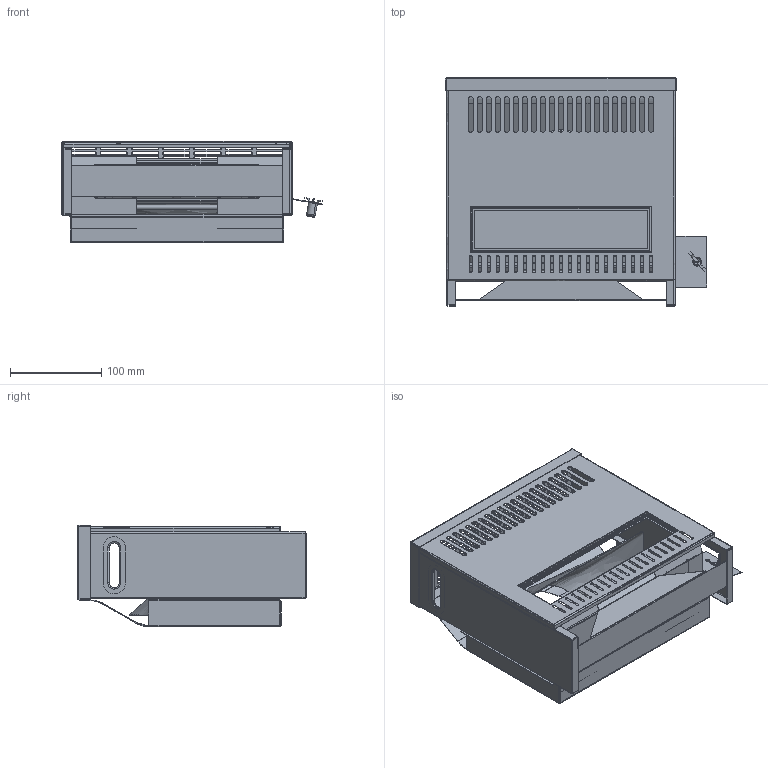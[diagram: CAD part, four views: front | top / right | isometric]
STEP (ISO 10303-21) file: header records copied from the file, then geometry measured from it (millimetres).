
FILE_DESCRIPTION(('FreeCAD Model'),'2;1');
FILE_NAME('Open CASCADE Shape Model','2025-05-09T03:44:09',('FreeCAD'),( 'FreeCAD'),'Open CASCADE STEP processor 7.6','FreeCAD','Unknown');
FILE_SCHEMA(('AUTOMOTIVE_DESIGN { 1 0 10303 214 1 1 1 1 }'));
Products named in the file (1): Open CASCADE STEP translator 7.6 1
Bounding box: 286.09 x 250.46 x 110.96 mm (x, y, z)
Volume: 233166 mm3; surface area: 559024.3 mm2
Topology: 14 solids, 15 shells, 2576 faces, 6513 edges, 3923 vertices
Faces by surface type: bspline 2576
Entity records: 88511 total; most frequent: CARTESIAN_POINT 51029, ORIENTED_EDGE 13022, EDGE_CURVE 6511, B_SPLINE_CURVE_WITH_KNOTS 4384, VERTEX_POINT 3923, FACE_BOUND 2880, EDGE_LOOP 2880, ADVANCED_FACE 2576
